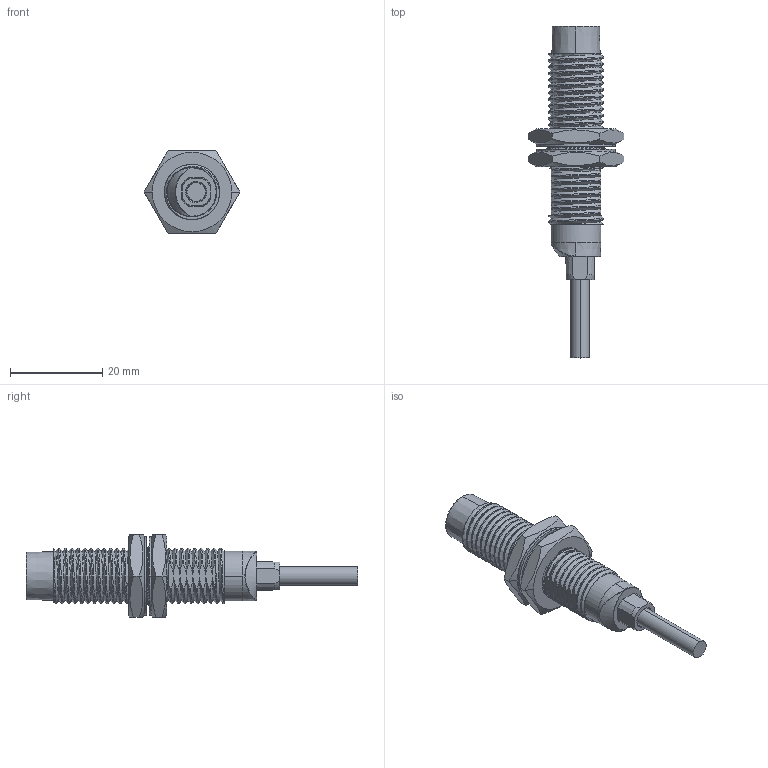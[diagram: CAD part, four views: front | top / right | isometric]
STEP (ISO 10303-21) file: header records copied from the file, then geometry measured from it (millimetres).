
FILE_DESCRIPTION((''),'2;1');
FILE_NAME('PRT0001','2022-03-23T',('EDY'),(''),'CREO PARAMETRIC BY PTC INC, 2018070','CREO PARAMETRIC BY PTC INC, 2018070','');
FILE_SCHEMA(('CONFIG_CONTROL_DESIGN'));
Length unit declared in the file: millimetre
Products named in the file (1): PRT0001
Bounding box: 20.78 x 72 x 18 mm (x, y, z)
Volume: 6214.9 mm3; surface area: 6874.5 mm2
Topology: 2 solids, 7 shells, 768 faces, 2113 edges, 1345 vertices
Faces by surface type: plane 507, cylinder 153, cone 50, bspline 41, torus 15, sphere 2
Entity records: 36493 total; most frequent: CARTESIAN_POINT 17639, ORIENTED_EDGE 4222, DIRECTION 3479, EDGE_CURVE 2111, VERTEX_POINT 1345, VECTOR 1315, LINE 1315, AXIS2_PLACEMENT_3D 1082
